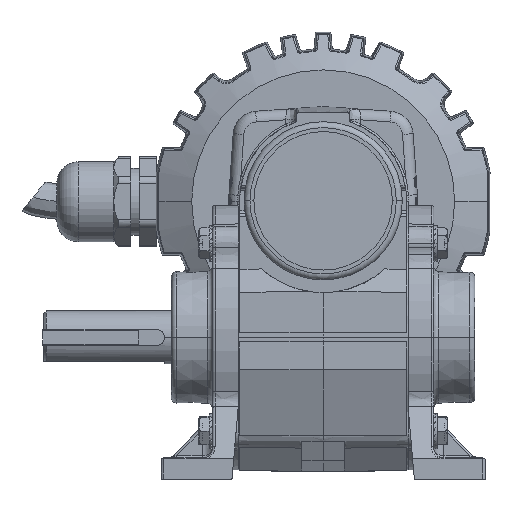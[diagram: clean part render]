
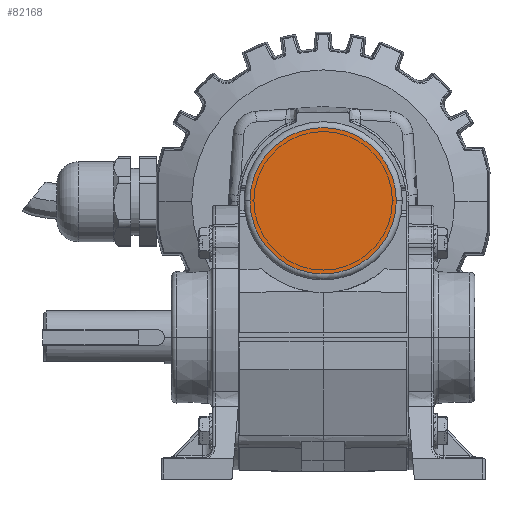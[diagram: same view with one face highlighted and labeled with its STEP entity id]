
A CAD part, top view. The second image highlights one B-rep face of the part: STEP entity #82168.
In plain terms, the highlighted planar face has unit normal (0, 0, 1).
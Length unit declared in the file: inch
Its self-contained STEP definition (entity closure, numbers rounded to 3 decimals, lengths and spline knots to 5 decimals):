
#10033 = AXIS2_PLACEMENT_3D ( 'NONE', #83633, #83642, #83644 ) ;
#10711 = AXIS2_PLACEMENT_3D ( 'NONE', #41470, #41471, #41472 ) ;
#16894 = FACE_OUTER_BOUND ( 'NONE', #58318, .T. ) ;
#20031 = EDGE_CURVE ( 'NONE', #103138, #103152, #27987, .T. ) ;
#25076 = CIRCLE ( 'NONE', #10711, 0.86 ) ;
#27987 = CIRCLE ( 'NONE', #72379, 0.86 ) ;
#33595 = CARTESIAN_POINT ( 'NONE',  ( -0.86, 0., 4.876 ) ) ;
#33597 = CARTESIAN_POINT ( 'NONE',  ( 0.86, 0., 4.876 ) ) ;
#41470 = CARTESIAN_POINT ( 'NONE',  ( 0., 0., 4.876 ) ) ;
#41471 = DIRECTION ( 'NONE',  ( 0., 0., 1. ) ) ;
#41472 = DIRECTION ( 'NONE',  ( 1., 0., 0. ) ) ;
#54864 = DIRECTION ( 'NONE',  ( 1., 0., 0. ) ) ;
#54865 = DIRECTION ( 'NONE',  ( 0., 0., 1. ) ) ;
#54867 = CARTESIAN_POINT ( 'NONE',  ( 0., 0., 4.876 ) ) ;
#58318 = EDGE_LOOP ( 'NONE', ( #104202, #104210 ) ) ;
#72379 = AXIS2_PLACEMENT_3D ( 'NONE', #54867, #54865, #54864 ) ;
#82168 = ADVANCED_FACE ( 'NONE', ( #16894 ), #83636, .T. ) ;
#83633 = CARTESIAN_POINT ( 'NONE',  ( 0., 0.86, 4.876 ) ) ;
#83636 = PLANE ( 'NONE',  #10033 ) ;
#83642 = DIRECTION ( 'NONE',  ( 0., 0., 1. ) ) ;
#83644 = DIRECTION ( 'NONE',  ( 1., 0., 0. ) ) ;
#92477 = EDGE_CURVE ( 'NONE', #103152, #103138, #25076, .T. ) ;
#103138 = VERTEX_POINT ( 'NONE', #33595 ) ;
#103152 = VERTEX_POINT ( 'NONE', #33597 ) ;
#104202 = ORIENTED_EDGE ( 'NONE', *, *, #92477, .T. ) ;
#104210 = ORIENTED_EDGE ( 'NONE', *, *, #20031, .T. ) ;
